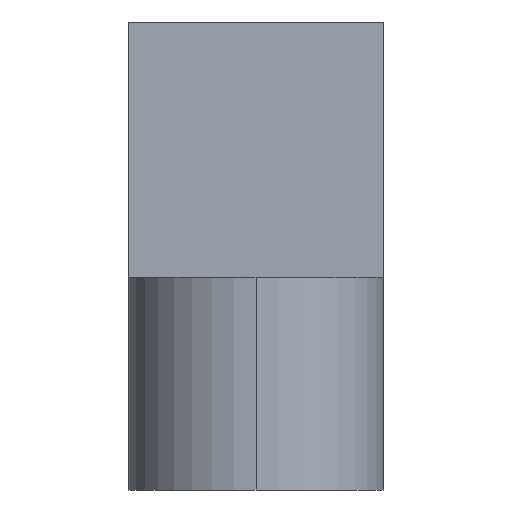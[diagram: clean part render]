
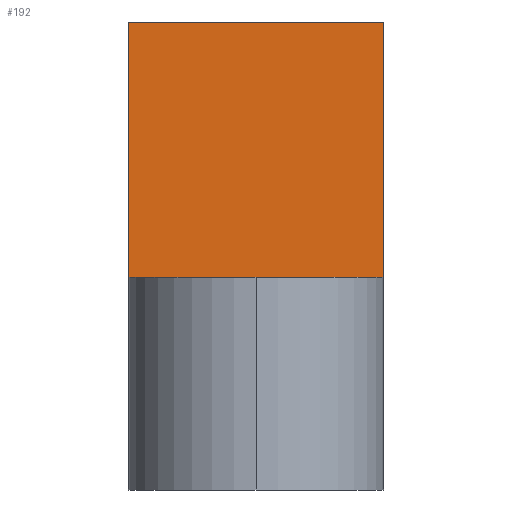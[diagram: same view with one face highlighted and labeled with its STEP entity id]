
A CAD part, left-side view. The second image highlights one B-rep face of the part: STEP entity #192.
In plain terms, the highlighted planar face has unit normal (-1, 0, 0).
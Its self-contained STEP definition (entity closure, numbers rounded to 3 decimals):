
#3 = PLANE ( 'NONE',  #652 ) ;
#20 = CARTESIAN_POINT ( 'NONE',  ( -30., -3., 11. ) ) ;
#54 = VECTOR ( 'NONE', #110, 1000. ) ;
#61 = EDGE_CURVE ( 'NONE', #72, #223, #649, .T. ) ;
#72 = VERTEX_POINT ( 'NONE', #451 ) ;
#87 = CARTESIAN_POINT ( 'NONE',  ( -30., 3., 5. ) ) ;
#105 = DIRECTION ( 'NONE',  ( 0., 0., -1. ) ) ;
#110 = DIRECTION ( 'NONE',  ( 0., -1., 0. ) ) ;
#126 = EDGE_CURVE ( 'NONE', #72, #640, #211, .T. ) ;
#164 = VECTOR ( 'NONE', #433, 1000. ) ;
#170 = CARTESIAN_POINT ( 'NONE',  ( -30., 3., 5. ) ) ;
#177 = CARTESIAN_POINT ( 'NONE',  ( -30., -3., 5. ) ) ;
#192 = ADVANCED_FACE ( 'NONE', ( #218 ), #3, .F. ) ;
#207 = EDGE_CURVE ( 'NONE', #223, #648, #426, .T. ) ;
#211 = LINE ( 'NONE', #275, #249 ) ;
#218 = FACE_OUTER_BOUND ( 'NONE', #500, .T. ) ;
#223 = VERTEX_POINT ( 'NONE', #87 ) ;
#249 = VECTOR ( 'NONE', #317, 1000. ) ;
#267 = ORIENTED_EDGE ( 'NONE', *, *, #61, .T. ) ;
#275 = CARTESIAN_POINT ( 'NONE',  ( -30., 3., 11. ) ) ;
#317 = DIRECTION ( 'NONE',  ( 0., -1., 0. ) ) ;
#406 = ORIENTED_EDGE ( 'NONE', *, *, #621, .F. ) ;
#408 = CARTESIAN_POINT ( 'NONE',  ( -30., 3., 11. ) ) ;
#426 = LINE ( 'NONE', #170, #54 ) ;
#428 = LINE ( 'NONE', #20, #164 ) ;
#433 = DIRECTION ( 'NONE',  ( 0., 0., -1. ) ) ;
#447 = ORIENTED_EDGE ( 'NONE', *, *, #207, .T. ) ;
#451 = CARTESIAN_POINT ( 'NONE',  ( -30., 3., 11. ) ) ;
#486 = VECTOR ( 'NONE', #105, 1000. ) ;
#500 = EDGE_LOOP ( 'NONE', ( #447, #406, #596, #267 ) ) ;
#524 = CARTESIAN_POINT ( 'NONE',  ( -30., -3., 11. ) ) ;
#557 = DIRECTION ( 'NONE',  ( 0., 0., -1. ) ) ;
#596 = ORIENTED_EDGE ( 'NONE', *, *, #126, .F. ) ;
#615 = CARTESIAN_POINT ( 'NONE',  ( -30., 3., 11. ) ) ;
#621 = EDGE_CURVE ( 'NONE', #640, #648, #428, .T. ) ;
#622 = DIRECTION ( 'NONE',  ( 1., 0., 0. ) ) ;
#640 = VERTEX_POINT ( 'NONE', #524 ) ;
#648 = VERTEX_POINT ( 'NONE', #177 ) ;
#649 = LINE ( 'NONE', #408, #486 ) ;
#652 = AXIS2_PLACEMENT_3D ( 'NONE', #615, #622, #557 ) ;
